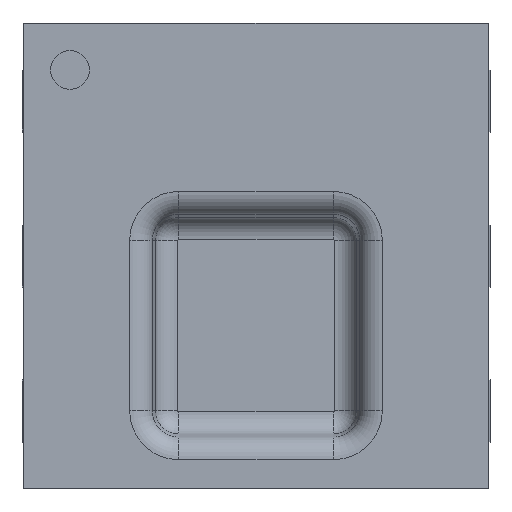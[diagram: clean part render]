
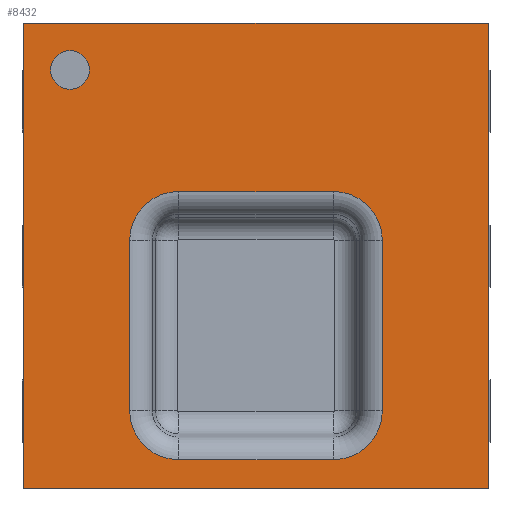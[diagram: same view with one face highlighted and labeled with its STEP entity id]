
A CAD part, top view. The second image highlights one B-rep face of the part: STEP entity #8432.
In plain terms, the highlighted planar face has unit normal (0, 0, 1).
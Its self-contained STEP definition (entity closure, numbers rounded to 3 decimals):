
#323 = VERTEX_POINT ( 'NONE', #1944 ) ;
#719 = EDGE_LOOP ( 'NONE', ( #8620, #3764, #10660, #8199, #7319, #4550, #16885, #6577 ) ) ;
#848 = LINE ( 'NONE', #7326, #10484 ) ;
#902 = CARTESIAN_POINT ( 'NONE',  ( -0.815, -1., 0.81 ) ) ;
#912 = VECTOR ( 'NONE', #3638, 1000. ) ;
#1205 = CARTESIAN_POINT ( 'NONE',  ( -1.5, -1.5, 0.81 ) ) ;
#1221 = DIRECTION ( 'NONE',  ( -1., 0., 0. ) ) ;
#1237 = CARTESIAN_POINT ( 'NONE',  ( -0.5, -1., 0.81 ) ) ;
#1257 = CARTESIAN_POINT ( 'NONE',  ( -0.815, 0.1, 0.81 ) ) ;
#1395 = DIRECTION ( 'NONE',  ( 0., 0., -1. ) ) ;
#1433 = VECTOR ( 'NONE', #2861, 1000. ) ;
#1944 = CARTESIAN_POINT ( 'NONE',  ( -1.325, 1.2, 0.81 ) ) ;
#1993 = CARTESIAN_POINT ( 'NONE',  ( -1.5, -1.5, 0.81 ) ) ;
#2440 = CARTESIAN_POINT ( 'NONE',  ( 0.5, 0.415, 0.81 ) ) ;
#2516 = EDGE_CURVE ( 'NONE', #5915, #323, #14408, .T. ) ;
#2608 = AXIS2_PLACEMENT_3D ( 'NONE', #1237, #11891, #5294 ) ;
#2861 = DIRECTION ( 'NONE',  ( 0., 1., 0. ) ) ;
#2869 = DIRECTION ( 'NONE',  ( 1., 0., 0. ) ) ;
#3143 = EDGE_CURVE ( 'NONE', #10019, #14691, #13356, .T. ) ;
#3412 = LINE ( 'NONE', #1993, #9125 ) ;
#3416 = EDGE_CURVE ( 'NONE', #7188, #7982, #14121, .T. ) ;
#3429 = CARTESIAN_POINT ( 'NONE',  ( 0.5, 0.1, 0.81 ) ) ;
#3638 = DIRECTION ( 'NONE',  ( 0., 1., 0. ) ) ;
#3761 = DIRECTION ( 'NONE',  ( 0., -1., 0. ) ) ;
#3764 = ORIENTED_EDGE ( 'NONE', *, *, #6981, .T. ) ;
#3777 = CARTESIAN_POINT ( 'NONE',  ( 0., 0., 0.81 ) ) ;
#3888 = EDGE_CURVE ( 'NONE', #5073, #7188, #13951, .T. ) ;
#4000 = LINE ( 'NONE', #6536, #1433 ) ;
#4019 = VERTEX_POINT ( 'NONE', #4605 ) ;
#4040 = CARTESIAN_POINT ( 'NONE',  ( 0.815, 0.1, 0.81 ) ) ;
#4367 = CARTESIAN_POINT ( 'NONE',  ( -0.5, 0.1, 0.81 ) ) ;
#4459 = CARTESIAN_POINT ( 'NONE',  ( 0., 0.415, 0.81 ) ) ;
#4550 = ORIENTED_EDGE ( 'NONE', *, *, #11645, .T. ) ;
#4605 = CARTESIAN_POINT ( 'NONE',  ( -0.5, 0.415, 0.81 ) ) ;
#4612 = ORIENTED_EDGE ( 'NONE', *, *, #16293, .F. ) ;
#4930 = PLANE ( 'NONE',  #11642 ) ;
#5073 = VERTEX_POINT ( 'NONE', #11843 ) ;
#5084 = CARTESIAN_POINT ( 'NONE',  ( -1.075, 1.2, 0.81 ) ) ;
#5123 = EDGE_CURVE ( 'NONE', #4019, #5810, #17031, .T. ) ;
#5146 = VECTOR ( 'NONE', #3761, 1000. ) ;
#5169 = DIRECTION ( 'NONE',  ( 0., 0., -1. ) ) ;
#5294 = DIRECTION ( 'NONE',  ( -1., 0., 0. ) ) ;
#5604 = AXIS2_PLACEMENT_3D ( 'NONE', #7058, #12354, #2869 ) ;
#5644 = CARTESIAN_POINT ( 'NONE',  ( -1.5, -1.5, 0.81 ) ) ;
#5694 = EDGE_LOOP ( 'NONE', ( #13157, #8240, #8310, #10695 ) ) ;
#5744 = VERTEX_POINT ( 'NONE', #6049 ) ;
#5749 = DIRECTION ( 'NONE',  ( 0., 0., 1. ) ) ;
#5810 = VERTEX_POINT ( 'NONE', #2440 ) ;
#5819 = EDGE_CURVE ( 'NONE', #5744, #12364, #13199, .T. ) ;
#5915 = VERTEX_POINT ( 'NONE', #5084 ) ;
#6049 = CARTESIAN_POINT ( 'NONE',  ( -1.5, 1.5, 0.81 ) ) ;
#6265 = CARTESIAN_POINT ( 'NONE',  ( -0.815, 0., 0.81 ) ) ;
#6404 = FACE_OUTER_BOUND ( 'NONE', #5694, .T. ) ;
#6536 = CARTESIAN_POINT ( 'NONE',  ( 1.5, -1.5, 0.81 ) ) ;
#6577 = ORIENTED_EDGE ( 'NONE', *, *, #3888, .T. ) ;
#6666 = DIRECTION ( 'NONE',  ( 0., 0., -1. ) ) ;
#6784 = VECTOR ( 'NONE', #11664, 1000. ) ;
#6981 = EDGE_CURVE ( 'NONE', #7982, #4019, #7991, .T. ) ;
#7058 = CARTESIAN_POINT ( 'NONE',  ( -1.2, 1.2, 0.81 ) ) ;
#7188 = VERTEX_POINT ( 'NONE', #902 ) ;
#7278 = VECTOR ( 'NONE', #12660, 1000. ) ;
#7319 = ORIENTED_EDGE ( 'NONE', *, *, #3143, .T. ) ;
#7326 = CARTESIAN_POINT ( 'NONE',  ( 0., -1.315, 0.81 ) ) ;
#7648 = CARTESIAN_POINT ( 'NONE',  ( 1.5, 1.5, 0.81 ) ) ;
#7653 = CARTESIAN_POINT ( 'NONE',  ( 0.5, -1.315, 0.81 ) ) ;
#7761 = AXIS2_PLACEMENT_3D ( 'NONE', #12088, #5749, #14670 ) ;
#7901 = VERTEX_POINT ( 'NONE', #7648 ) ;
#7982 = VERTEX_POINT ( 'NONE', #1257 ) ;
#7991 = CIRCLE ( 'NONE', #8839, 0.315 ) ;
#8199 = ORIENTED_EDGE ( 'NONE', *, *, #9900, .T. ) ;
#8240 = ORIENTED_EDGE ( 'NONE', *, *, #11431, .T. ) ;
#8292 = DIRECTION ( 'NONE',  ( -1., 0., 0. ) ) ;
#8310 = ORIENTED_EDGE ( 'NONE', *, *, #5819, .T. ) ;
#8432 = ADVANCED_FACE ( 'NONE', ( #15573, #12960, #6404 ), #4930, .F. ) ;
#8620 = ORIENTED_EDGE ( 'NONE', *, *, #3416, .T. ) ;
#8839 = AXIS2_PLACEMENT_3D ( 'NONE', #4367, #10907, #8292 ) ;
#8854 = VERTEX_POINT ( 'NONE', #11237 ) ;
#8989 = CARTESIAN_POINT ( 'NONE',  ( 0.815, -1., 0.81 ) ) ;
#9125 = VECTOR ( 'NONE', #16604, 1000. ) ;
#9232 = EDGE_LOOP ( 'NONE', ( #14302, #4612 ) ) ;
#9379 = EDGE_CURVE ( 'NONE', #12364, #8854, #3412, .T. ) ;
#9799 = VERTEX_POINT ( 'NONE', #7653 ) ;
#9900 = EDGE_CURVE ( 'NONE', #5810, #10019, #15432, .T. ) ;
#9957 = DIRECTION ( 'NONE',  ( -1., 0., 0. ) ) ;
#10019 = VERTEX_POINT ( 'NONE', #4040 ) ;
#10484 = VECTOR ( 'NONE', #9957, 1000. ) ;
#10660 = ORIENTED_EDGE ( 'NONE', *, *, #5123, .T. ) ;
#10695 = ORIENTED_EDGE ( 'NONE', *, *, #9379, .T. ) ;
#10907 = DIRECTION ( 'NONE',  ( 0., 0., -1. ) ) ;
#11148 = DIRECTION ( 'NONE',  ( 1., 0., 0. ) ) ;
#11197 = CIRCLE ( 'NONE', #14744, 0.315 ) ;
#11237 = CARTESIAN_POINT ( 'NONE',  ( 1.5, -1.5, 0.81 ) ) ;
#11431 = EDGE_CURVE ( 'NONE', #7901, #5744, #14348, .T. ) ;
#11642 = AXIS2_PLACEMENT_3D ( 'NONE', #3777, #6666, #1221 ) ;
#11645 = EDGE_CURVE ( 'NONE', #14691, #9799, #11197, .T. ) ;
#11664 = DIRECTION ( 'NONE',  ( 0., -1., 0. ) ) ;
#11843 = CARTESIAN_POINT ( 'NONE',  ( -0.5, -1.315, 0.81 ) ) ;
#11862 = EDGE_CURVE ( 'NONE', #8854, #7901, #4000, .T. ) ;
#11891 = DIRECTION ( 'NONE',  ( 0., 0., -1. ) ) ;
#12039 = DIRECTION ( 'NONE',  ( -1., 0., 0. ) ) ;
#12088 = CARTESIAN_POINT ( 'NONE',  ( -1.2, 1.2, 0.81 ) ) ;
#12354 = DIRECTION ( 'NONE',  ( 0., 0., 1. ) ) ;
#12364 = VERTEX_POINT ( 'NONE', #5644 ) ;
#12660 = DIRECTION ( 'NONE',  ( -1., 0., 0. ) ) ;
#12960 = FACE_BOUND ( 'NONE', #9232, .T. ) ;
#13157 = ORIENTED_EDGE ( 'NONE', *, *, #11862, .T. ) ;
#13199 = LINE ( 'NONE', #1205, #5146 ) ;
#13356 = LINE ( 'NONE', #17115, #6784 ) ;
#13568 = EDGE_CURVE ( 'NONE', #9799, #5073, #848, .T. ) ;
#13951 = CIRCLE ( 'NONE', #2608, 0.315 ) ;
#14121 = LINE ( 'NONE', #6265, #912 ) ;
#14302 = ORIENTED_EDGE ( 'NONE', *, *, #2516, .F. ) ;
#14348 = LINE ( 'NONE', #15176, #7278 ) ;
#14408 = CIRCLE ( 'NONE', #5604, 0.125 ) ;
#14670 = DIRECTION ( 'NONE',  ( 1., 0., 0. ) ) ;
#14691 = VERTEX_POINT ( 'NONE', #8989 ) ;
#14744 = AXIS2_PLACEMENT_3D ( 'NONE', #16689, #5169, #15737 ) ;
#14804 = VECTOR ( 'NONE', #11148, 1000. ) ;
#15176 = CARTESIAN_POINT ( 'NONE',  ( -1.5, 1.5, 0.81 ) ) ;
#15432 = CIRCLE ( 'NONE', #16812, 0.315 ) ;
#15573 = FACE_BOUND ( 'NONE', #719, .T. ) ;
#15737 = DIRECTION ( 'NONE',  ( -1., 0., 0. ) ) ;
#16055 = CIRCLE ( 'NONE', #7761, 0.125 ) ;
#16293 = EDGE_CURVE ( 'NONE', #323, #5915, #16055, .T. ) ;
#16604 = DIRECTION ( 'NONE',  ( 1., 0., 0. ) ) ;
#16689 = CARTESIAN_POINT ( 'NONE',  ( 0.5, -1., 0.81 ) ) ;
#16812 = AXIS2_PLACEMENT_3D ( 'NONE', #3429, #1395, #12039 ) ;
#16885 = ORIENTED_EDGE ( 'NONE', *, *, #13568, .T. ) ;
#17031 = LINE ( 'NONE', #4459, #14804 ) ;
#17115 = CARTESIAN_POINT ( 'NONE',  ( 0.815, 0., 0.81 ) ) ;
